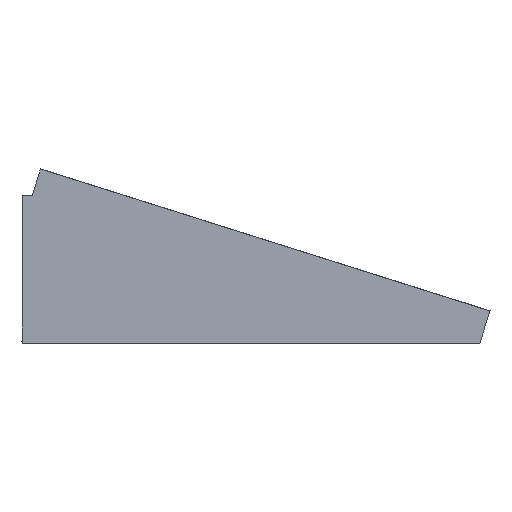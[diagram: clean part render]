
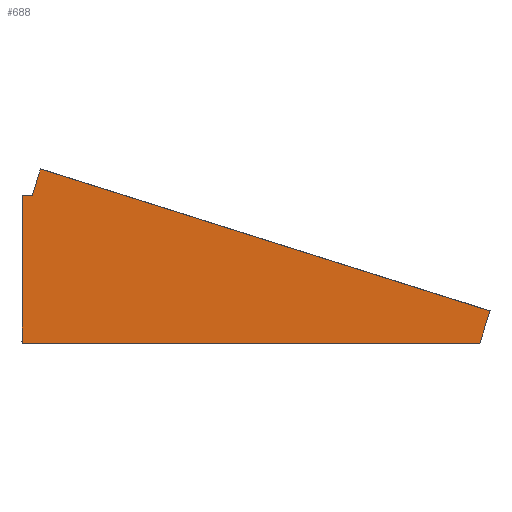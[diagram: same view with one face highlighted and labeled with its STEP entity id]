
A CAD part, left-side view. The second image highlights one B-rep face of the part: STEP entity #688.
In plain terms, the highlighted planar face has unit normal (-1, 0, 0).
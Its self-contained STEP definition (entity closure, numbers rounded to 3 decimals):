
#66 = CARTESIAN_POINT ( 'NONE',  ( -59.45, -198.795, -49.616 ) ) ;
#115 = LINE ( 'NONE', #401, #975 ) ;
#362 = DIRECTION ( 'NONE',  ( 0., 0.972, 0.237 ) ) ;
#375 = CARTESIAN_POINT ( 'NONE',  ( -59.45, -73., -52. ) ) ;
#401 = CARTESIAN_POINT ( 'NONE',  ( -59.45, -198.795, -49.616 ) ) ;
#409 = CARTESIAN_POINT ( 'NONE',  ( -59.45, -194., -53.846 ) ) ;
#429 = CARTESIAN_POINT ( 'NONE',  ( -59.45, -114.564, -5.69 ) ) ;
#448 = EDGE_CURVE ( 'NONE', #1499, #993, #1154, .T. ) ;
#475 = CARTESIAN_POINT ( 'NONE',  ( -59.45, -194., -53.846 ) ) ;
#562 = DIRECTION ( 'NONE',  ( 0., 0., 1. ) ) ;
#606 = CARTESIAN_POINT ( 'NONE',  ( -59.45, -205.679, -21.373 ) ) ;
#681 = CARTESIAN_POINT ( 'NONE',  ( -59.45, -118., 0. ) ) ;
#688 = ADVANCED_FACE ( 'NONE', ( #1508 ), #1147, .T. ) ;
#741 = DIRECTION ( 'NONE',  ( -1., 0., 0. ) ) ;
#891 = LINE ( 'NONE', #475, #1002 ) ;
#932 = EDGE_CURVE ( 'NONE', #1930, #1359, #1124, .T. ) ;
#973 = LINE ( 'NONE', #2267, #1698 ) ;
#975 = VECTOR ( 'NONE', #2127, 1000. ) ;
#993 = VERTEX_POINT ( 'NONE', #1745 ) ;
#1002 = VECTOR ( 'NONE', #1994, 1000. ) ;
#1092 = DIRECTION ( 'NONE',  ( 0., 0.517, -0.856 ) ) ;
#1124 = LINE ( 'NONE', #681, #1180 ) ;
#1147 = PLANE ( 'NONE',  #1617 ) ;
#1154 = LINE ( 'NONE', #2018, #2420 ) ;
#1180 = VECTOR ( 'NONE', #1092, 1000. ) ;
#1228 = ORIENTED_EDGE ( 'NONE', *, *, #1682, .T. ) ;
#1359 = VERTEX_POINT ( 'NONE', #1485 ) ;
#1388 = ORIENTED_EDGE ( 'NONE', *, *, #1428, .T. ) ;
#1404 = ORIENTED_EDGE ( 'NONE', *, *, #2262, .T. ) ;
#1428 = EDGE_CURVE ( 'NONE', #2429, #1930, #973, .T. ) ;
#1485 = CARTESIAN_POINT ( 'NONE',  ( -59.45, -114.564, -5.69 ) ) ;
#1499 = VERTEX_POINT ( 'NONE', #66 ) ;
#1508 = FACE_OUTER_BOUND ( 'NONE', #1973, .T. ) ;
#1617 = AXIS2_PLACEMENT_3D ( 'NONE', #375, #741, #562 ) ;
#1682 = EDGE_CURVE ( 'NONE', #2013, #993, #891, .T. ) ;
#1698 = VECTOR ( 'NONE', #362, 1000. ) ;
#1745 = CARTESIAN_POINT ( 'NONE',  ( -59.45, -196.851, -49.142 ) ) ;
#1861 = VECTOR ( 'NONE', #2066, 1000. ) ;
#1930 = VERTEX_POINT ( 'NONE', #2085 ) ;
#1973 = EDGE_LOOP ( 'NONE', ( #1228, #1989, #2023, #1388, #2042, #1404 ) ) ;
#1989 = ORIENTED_EDGE ( 'NONE', *, *, #448, .F. ) ;
#1994 = DIRECTION ( 'NONE',  ( 0., -0.518, 0.855 ) ) ;
#2013 = VERTEX_POINT ( 'NONE', #409 ) ;
#2018 = CARTESIAN_POINT ( 'NONE',  ( -59.45, -198.795, -49.616 ) ) ;
#2023 = ORIENTED_EDGE ( 'NONE', *, *, #2037, .F. ) ;
#2037 = EDGE_CURVE ( 'NONE', #2429, #1499, #115, .T. ) ;
#2042 = ORIENTED_EDGE ( 'NONE', *, *, #932, .T. ) ;
#2066 = DIRECTION ( 'NONE',  ( 0., -0.855, -0.518 ) ) ;
#2085 = CARTESIAN_POINT ( 'NONE',  ( -59.45, -118., 0. ) ) ;
#2120 = LINE ( 'NONE', #429, #1861 ) ;
#2127 = DIRECTION ( 'NONE',  ( 0., 0.237, -0.972 ) ) ;
#2262 = EDGE_CURVE ( 'NONE', #1359, #2013, #2120, .T. ) ;
#2267 = CARTESIAN_POINT ( 'NONE',  ( -59.45, -118., 0. ) ) ;
#2386 = DIRECTION ( 'NONE',  ( 0., 0.972, 0.237 ) ) ;
#2420 = VECTOR ( 'NONE', #2386, 1000. ) ;
#2429 = VERTEX_POINT ( 'NONE', #606 ) ;
